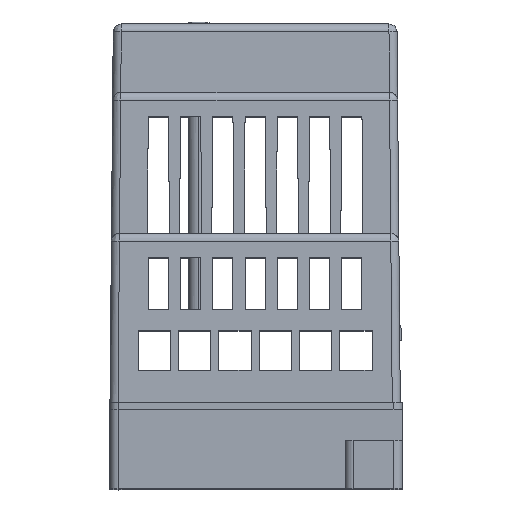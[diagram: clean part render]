
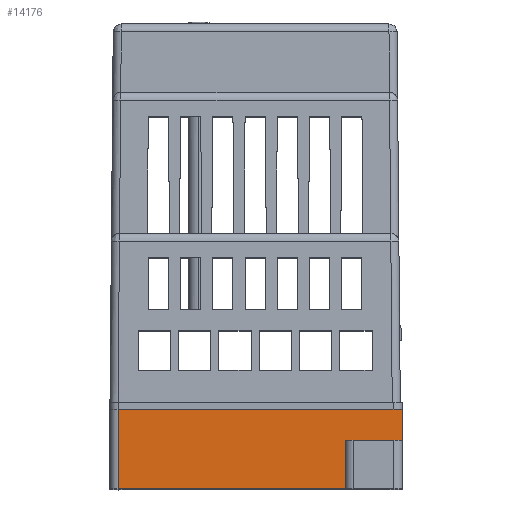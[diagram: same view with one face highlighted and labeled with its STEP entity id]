
A CAD part, top view. The second image highlights one B-rep face of the part: STEP entity #14176.
In plain terms, the highlighted face is planar.
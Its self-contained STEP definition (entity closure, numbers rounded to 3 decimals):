
#245 = CARTESIAN_POINT ( 'NONE',  ( 17.102, -5.032, -45.273 ) ) ;
#314 = CARTESIAN_POINT ( 'NONE',  ( -18.108, 4.826, -45.273 ) ) ;
#2174 = LINE ( 'NONE', #18247, #8814 ) ;
#2267 = ORIENTED_EDGE ( 'NONE', *, *, #3104, .F. ) ;
#3104 = EDGE_CURVE ( 'NONE', #20487, #11878, #11764, .T. ) ;
#4185 = CARTESIAN_POINT ( 'NONE',  ( 17.102, 4.826, -45.273 ) ) ;
#4195 = VECTOR ( 'NONE', #15146, 1000. ) ;
#4988 = DIRECTION ( 'NONE',  ( 1., 0., 0. ) ) ;
#5285 = VERTEX_POINT ( 'NONE', #4185 ) ;
#5418 = CARTESIAN_POINT ( 'NONE',  ( 17.102, -5.032, -45.273 ) ) ;
#5491 = EDGE_CURVE ( 'NONE', #20487, #5285, #21794, .T. ) ;
#6257 = CARTESIAN_POINT ( 'NONE',  ( -11.072, -5.032, -45.273 ) ) ;
#6514 = CARTESIAN_POINT ( 'NONE',  ( 17.102, 0.967, -45.273 ) ) ;
#7834 = DIRECTION ( 'NONE',  ( 0., 1., 0. ) ) ;
#7959 = VERTEX_POINT ( 'NONE', #6257 ) ;
#8258 = ORIENTED_EDGE ( 'NONE', *, *, #17767, .T. ) ;
#8814 = VECTOR ( 'NONE', #7834, 1000. ) ;
#9145 = VERTEX_POINT ( 'NONE', #20607 ) ;
#9283 = DIRECTION ( 'NONE',  ( 1., 0., 0. ) ) ;
#9948 = AXIS2_PLACEMENT_3D ( 'NONE', #17691, #16273, #15912 ) ;
#10044 = VECTOR ( 'NONE', #9283, 1000. ) ;
#10219 = ORIENTED_EDGE ( 'NONE', *, *, #5491, .T. ) ;
#10330 = LINE ( 'NONE', #21231, #18484 ) ;
#11764 = LINE ( 'NONE', #18903, #4195 ) ;
#11878 = VERTEX_POINT ( 'NONE', #15802 ) ;
#12092 = DIRECTION ( 'NONE',  ( -1., 0., 0. ) ) ;
#12181 = ORIENTED_EDGE ( 'NONE', *, *, #13436, .T. ) ;
#12372 = DIRECTION ( 'NONE',  ( 0., -1., 0. ) ) ;
#12537 = ORIENTED_EDGE ( 'NONE', *, *, #12716, .T. ) ;
#12716 = EDGE_CURVE ( 'NONE', #9145, #11878, #22518, .T. ) ;
#12758 = FACE_OUTER_BOUND ( 'NONE', #13922, .T. ) ;
#13436 = EDGE_CURVE ( 'NONE', #7959, #9145, #2174, .T. ) ;
#13749 = ORIENTED_EDGE ( 'NONE', *, *, #17210, .F. ) ;
#13922 = EDGE_LOOP ( 'NONE', ( #8258, #13749, #12181, #12537, #2267, #10219 ) ) ;
#14176 = ADVANCED_FACE ( 'NONE', ( #12758 ), #19447, .T. ) ;
#14712 = VECTOR ( 'NONE', #12092, 1000. ) ;
#15146 = DIRECTION ( 'NONE',  ( 0., -1., 0. ) ) ;
#15802 = CARTESIAN_POINT ( 'NONE',  ( -18.108, 0.967, -45.273 ) ) ;
#15912 = DIRECTION ( 'NONE',  ( -1., 0., 0. ) ) ;
#16273 = DIRECTION ( 'NONE',  ( 0., 0., -1. ) ) ;
#16736 = CARTESIAN_POINT ( 'NONE',  ( 17.102, 4.826, -45.273 ) ) ;
#17210 = EDGE_CURVE ( 'NONE', #7959, #20275, #10330, .T. ) ;
#17691 = CARTESIAN_POINT ( 'NONE',  ( 17.102, -5.032, -45.273 ) ) ;
#17767 = EDGE_CURVE ( 'NONE', #5285, #20275, #19404, .T. ) ;
#18247 = CARTESIAN_POINT ( 'NONE',  ( -11.072, -5.032, -45.273 ) ) ;
#18484 = VECTOR ( 'NONE', #4988, 1000. ) ;
#18903 = CARTESIAN_POINT ( 'NONE',  ( -18.108, -5.032, -45.273 ) ) ;
#19272 = VECTOR ( 'NONE', #12372, 1000. ) ;
#19404 = LINE ( 'NONE', #5418, #19272 ) ;
#19447 = PLANE ( 'NONE',  #9948 ) ;
#20275 = VERTEX_POINT ( 'NONE', #245 ) ;
#20487 = VERTEX_POINT ( 'NONE', #314 ) ;
#20607 = CARTESIAN_POINT ( 'NONE',  ( -11.072, 0.967, -45.273 ) ) ;
#21231 = CARTESIAN_POINT ( 'NONE',  ( -18.108, -5.032, -45.273 ) ) ;
#21794 = LINE ( 'NONE', #16736, #10044 ) ;
#22518 = LINE ( 'NONE', #6514, #14712 ) ;
